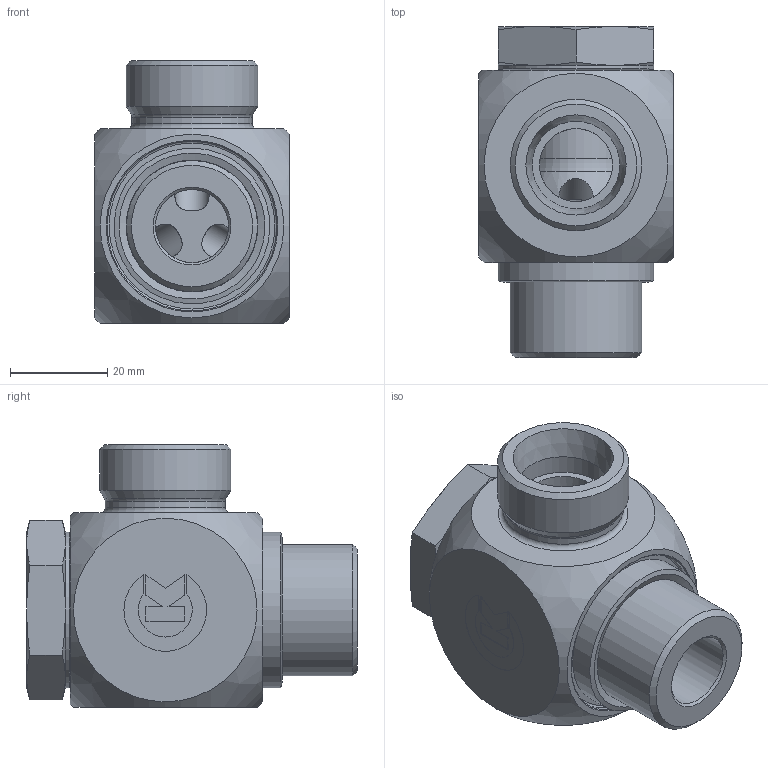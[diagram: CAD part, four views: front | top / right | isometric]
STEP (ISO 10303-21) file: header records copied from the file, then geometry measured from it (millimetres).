
FILE_DESCRIPTION((''),'2;1');
FILE_NAME('80741182727.stp','2014-09-06T17:38:21',(''),('KNOMI spol. s r. o.'),'Autodesk Inventor 2012','Autodesk Inventor 2012','');
FILE_SCHEMA(('AUTOMOTIVE_DESIGN { 1 2 10303 214 0 1 1 1 }'));
Length unit declared in the file: millimetre
Products named in the file (5): SPBM2 Js15 M27x1.5/M27x1.5 "B"; 7471 2 2727; 7092 35 1527; 602300020090; 807626
Assembly tree (4 placements, depth 2):
  SPBM2 Js15 M27x1.5/M27x1.5 "B"
    7471 2 2727
    7092 35 1527
    602300020090
    807626
Bounding box: 40 x 68 x 54 mm (x, y, z)
Volume: 67138 mm3; surface area: 23610.3 mm2
Topology: 4 solids, 4 shells, 130 faces, 307 edges, 193 vertices
Faces by surface type: plane 65, cone 30, cylinder 23, torus 11, sphere 1
Full cylindrical faces by diameter (mm): 7 x3, 15 x2, 18 x1, 19 x1, 24.7 x1, 26.96 x3, 27 x1, 27.1 x1, 28.4 x1, 32 x2, 34.9 x1
Entity records: 3888 total; most frequent: CARTESIAN_POINT 873, DIRECTION 573, ORIENTED_EDGE 492, EDGE_CURVE 246, AXIS2_PLACEMENT_3D 222, EDGE_LOOP 199, VERTEX_POINT 179, STYLED_ITEM 134
